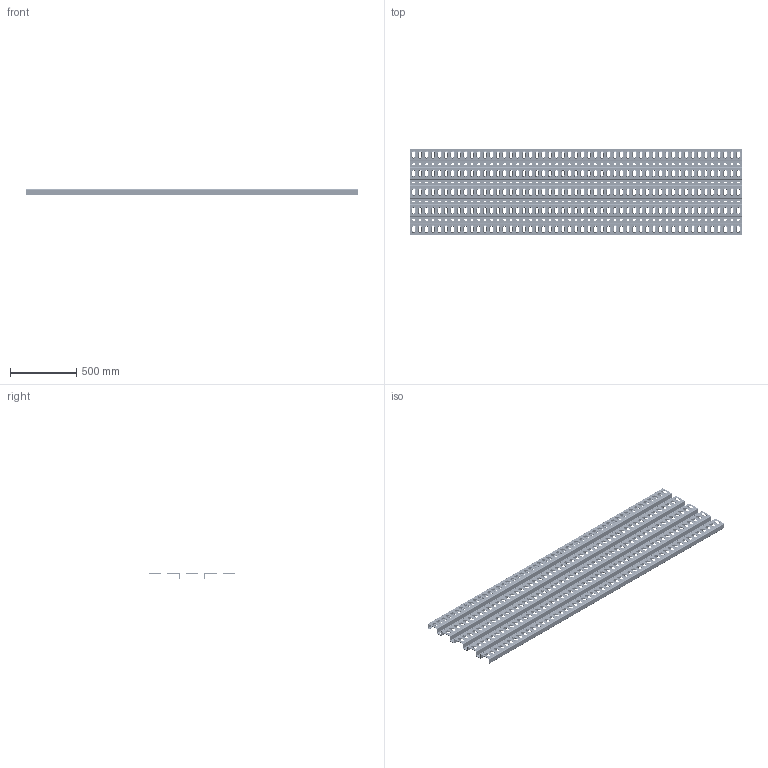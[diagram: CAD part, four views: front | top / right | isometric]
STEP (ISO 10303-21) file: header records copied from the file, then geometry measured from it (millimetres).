
FILE_DESCRIPTION(/* description */ (''),/* implementation_level */ '2;1');
FILE_NAME(/* name */ 'R20-0115-4_Lochblech-selbsttragend_LO_St_2500x655x50.stp',/* time_stamp */ '2018-01-31T16:37:24+01:00',/* author */ ('lang1ph'),/* organization */ (''),/* preprocessor_version */ 'ST-DEVELOPER v17',/* originating_system */ 'Autodesk Inventor 2018',/* authorisation */ '');
FILE_SCHEMA (('AUTOMOTIVE_DESIGN { 1 0 10303 214 3 1 1 }'));
Products named in the file (1): R20-0115-4_Lochblech-selbsttragend_LO_St_2500x655x50
Bounding box: 2500 x 655 x 48.5 mm (x, y, z)
Volume: 6132890.2 mm3; surface area: 5025247.4 mm2
Topology: 1 solids, 1 shells, 6082 faces, 14000 edges, 7920 vertices
Faces by surface type: plane 2064, cone 1530, cylinder 1468, torus 1020
Entity records: 170375 total; most frequent: DIRECTION 32162, CARTESIAN_POINT 28003, ORIENTED_EDGE 28000, EDGE_CURVE 14000, AXIS2_PLACEMENT_3D 12079, LINE 8004, VECTOR 8004, VERTEX_POINT 7920
